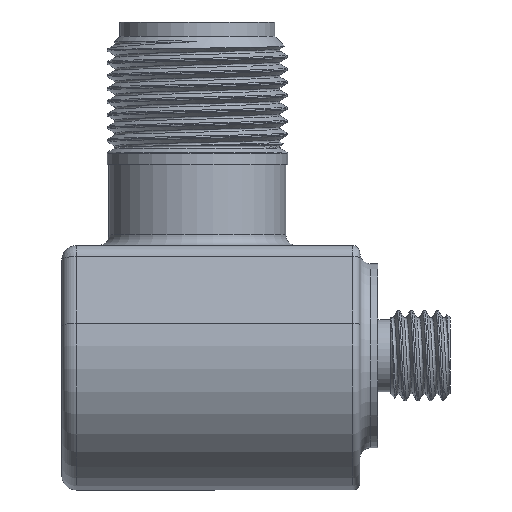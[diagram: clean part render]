
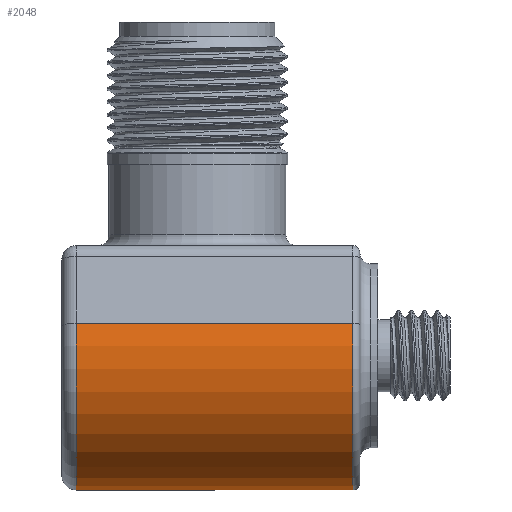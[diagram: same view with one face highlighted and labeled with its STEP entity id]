
A CAD part, left-side view. The second image highlights one B-rep face of the part: STEP entity #2048.
In plain terms, the highlighted cylindrical face has radius 9.474 mm (diameter 18.948 mm), a partial arc.
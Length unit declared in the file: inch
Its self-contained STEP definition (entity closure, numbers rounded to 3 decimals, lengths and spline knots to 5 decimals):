
#44=CYLINDRICAL_SURFACE('',#2215,0.373);
#166=LINE('',#4634,#289);
#167=LINE('',#4639,#290);
#289=VECTOR('',#2486,0.3937);
#290=VECTOR('',#2493,0.3937);
#518=FACE_OUTER_BOUND('',#659,.T.);
#659=EDGE_LOOP('',(#1452,#1453,#1454,#1455));
#802=CIRCLE('',#2187,0.373);
#815=CIRCLE('',#2210,0.373);
#902=VERTEX_POINT('',#4575);
#903=VERTEX_POINT('',#4579);
#911=VERTEX_POINT('',#4624);
#912=VERTEX_POINT('',#4628);
#1092=EDGE_CURVE('',#903,#902,#802,.T.);
#1113=EDGE_CURVE('',#911,#912,#815,.T.);
#1115=EDGE_CURVE('',#902,#911,#166,.T.);
#1117=EDGE_CURVE('',#903,#912,#167,.T.);
#1452=ORIENTED_EDGE('',*,*,#1092,.F.);
#1453=ORIENTED_EDGE('',*,*,#1117,.T.);
#1454=ORIENTED_EDGE('',*,*,#1113,.F.);
#1455=ORIENTED_EDGE('',*,*,#1115,.F.);
#2048=ADVANCED_FACE('',(#518),#44,.T.);
#2187=AXIS2_PLACEMENT_3D('',#4581,#2425,#2426);
#2210=AXIS2_PLACEMENT_3D('',#4630,#2479,#2480);
#2215=AXIS2_PLACEMENT_3D('',#4638,#2491,#2492);
#2425=DIRECTION('center_axis',(0.,-1.,0.));
#2426=DIRECTION('ref_axis',(-0.001,0.,
-1.));
#2479=DIRECTION('center_axis',(0.,1.,0.));
#2480=DIRECTION('ref_axis',(-0.001,0.,
-1.));
#2486=DIRECTION('',(0.,1.,0.));
#2491=DIRECTION('center_axis',(0.,1.,0.));
#2492=DIRECTION('ref_axis',(0.97,0.,0.241));
#2493=DIRECTION('',(0.,1.,0.));
#4575=CARTESIAN_POINT('',(-0.41125,-0.19374,-0.01805));
#4579=CARTESIAN_POINT('',(-1.13509,-0.19374,-0.01766));
#4581=CARTESIAN_POINT('Origin',(-0.77322,-0.19374,-0.10809));
#4624=CARTESIAN_POINT('',(-0.41125,0.57126,-0.01805));
#4628=CARTESIAN_POINT('',(-1.13509,0.57126,-0.01766));
#4630=CARTESIAN_POINT('Origin',(-0.77322,0.57126,-0.10809));
#4634=CARTESIAN_POINT('',(-0.41125,-0.26374,-0.01805));
#4638=CARTESIAN_POINT('Origin',(-0.77322,-0.26374,-0.10809));
#4639=CARTESIAN_POINT('',(-1.13509,-0.26374,-0.01766));
